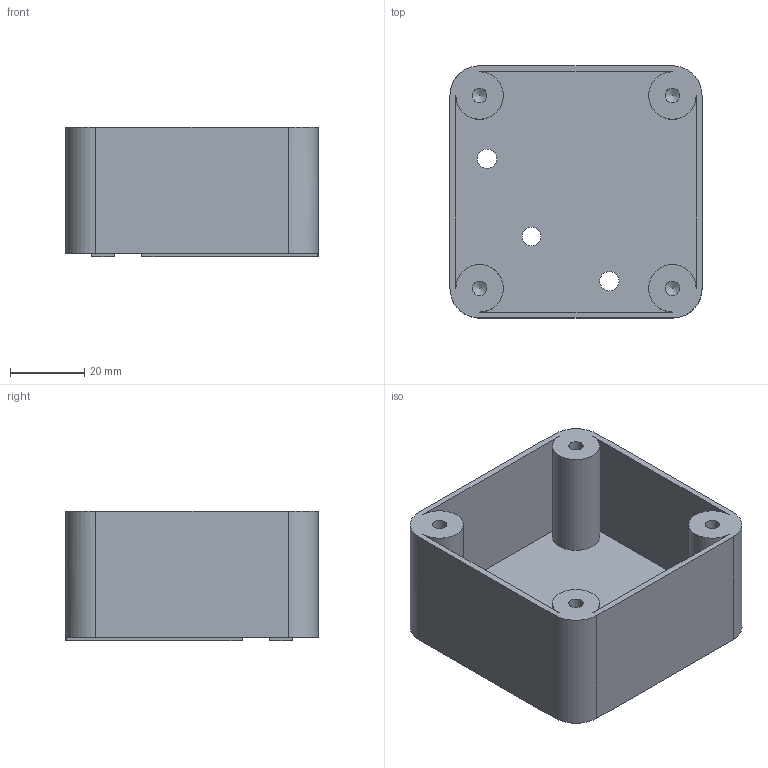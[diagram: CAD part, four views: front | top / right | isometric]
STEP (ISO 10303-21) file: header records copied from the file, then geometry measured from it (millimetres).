
FILE_DESCRIPTION(/* description */ (''),/* implementation_level */ '2;1');
FILE_NAME(/* name */ 'E Stop Mount.step',/* time_stamp */ '2020-09-16T20:43:49-07:00',/* author */ (''),/* organization */ (''),/* preprocessor_version */ 'ST-DEVELOPER v18.1',/* originating_system */ 'Autodesk Translation Framework v9.3.0.1241',/* authorisation */ '');
FILE_SCHEMA (('AUTOMOTIVE_DESIGN { 1 0 10303 214 3 1 1 }'));
Length unit declared in the file: millimetre
Products named in the file (1): E Stop Mount
Bounding box: 68 x 68 x 35 mm (x, y, z)
Volume: 39324 mm3; surface area: 28881.6 mm2
Topology: 1 solids, 1 shells, 41 faces, 113 edges, 75 vertices
Faces by surface type: plane 20, cylinder 16, cone 4, bspline 1
Full cylindrical faces by diameter (mm): 3.9 x4, 4 x1, 5 x1, 5.2 x2
Entity records: 1459 total; most frequent: CARTESIAN_POINT 350, DIRECTION 224, ORIENTED_EDGE 218, EDGE_CURVE 109, AXIS2_PLACEMENT_3D 77, VERTEX_POINT 75, LINE 70, VECTOR 70
